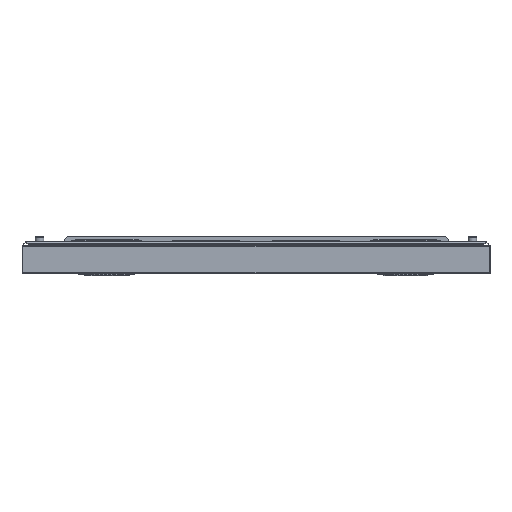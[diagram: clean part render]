
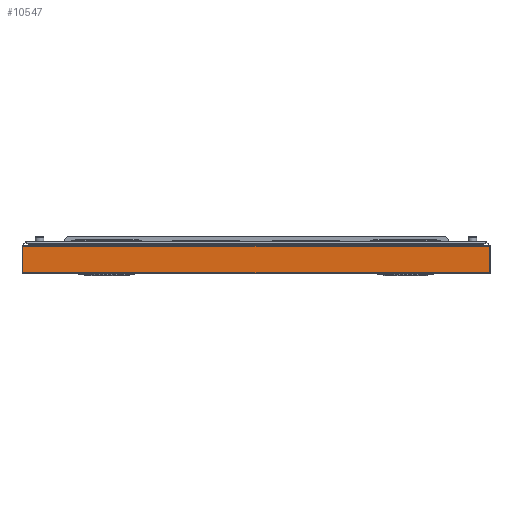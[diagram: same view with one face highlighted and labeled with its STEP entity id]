
A CAD part, front view. The second image highlights one B-rep face of the part: STEP entity #10547.
In plain terms, the highlighted face is planar.
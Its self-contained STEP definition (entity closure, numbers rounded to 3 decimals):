
#736=PLANE('',#11783);
#1278=FACE_OUTER_BOUND('',#1970,.T.);
#1970=EDGE_LOOP('',(#9446,#9447,#9448,#9449));
#2924=LINE('',#17678,#3976);
#2939=LINE('',#17710,#3991);
#2956=LINE('',#17743,#4008);
#2962=LINE('',#17754,#4014);
#3976=VECTOR('',#14388,10.);
#3991=VECTOR('',#14411,10.);
#4008=VECTOR('',#14440,10.);
#4014=VECTOR('',#14450,10.);
#5316=VERTEX_POINT('',#17667);
#5319=VERTEX_POINT('',#17675);
#5329=VERTEX_POINT('',#17699);
#5332=VERTEX_POINT('',#17707);
#6706=EDGE_CURVE('',#5316,#5319,#2924,.T.);
#6721=EDGE_CURVE('',#5329,#5332,#2939,.T.);
#6738=EDGE_CURVE('',#5332,#5316,#2956,.T.);
#6744=EDGE_CURVE('',#5319,#5329,#2962,.T.);
#9446=ORIENTED_EDGE('',*,*,#6744,.T.);
#9447=ORIENTED_EDGE('',*,*,#6721,.T.);
#9448=ORIENTED_EDGE('',*,*,#6738,.T.);
#9449=ORIENTED_EDGE('',*,*,#6706,.T.);
#10547=ADVANCED_FACE('',(#1278),#736,.T.);
#11783=AXIS2_PLACEMENT_3D('',#17753,#14448,#14449);
#14388=DIRECTION('',(-1.,0.,0.));
#14411=DIRECTION('',(1.,0.,0.));
#14440=DIRECTION('',(0.,0.,-1.));
#14448=DIRECTION('center_axis',(0.,1.,0.));
#14449=DIRECTION('ref_axis',(0.,0.,1.));
#14450=DIRECTION('',(0.,0.,1.));
#17667=CARTESIAN_POINT('',(499.5,2.,-30.));
#17675=CARTESIAN_POINT('',(-499.5,2.,-30.));
#17678=CARTESIAN_POINT('',(124.875,2.,-30.));
#17699=CARTESIAN_POINT('',(-499.5,2.,30.));
#17707=CARTESIAN_POINT('',(499.5,2.,30.));
#17710=CARTESIAN_POINT('',(124.875,2.,30.));
#17743=CARTESIAN_POINT('',(499.5,2.,-30.));
#17753=CARTESIAN_POINT('Origin',(249.75,2.,0.));
#17754=CARTESIAN_POINT('',(-499.5,2.,30.));
